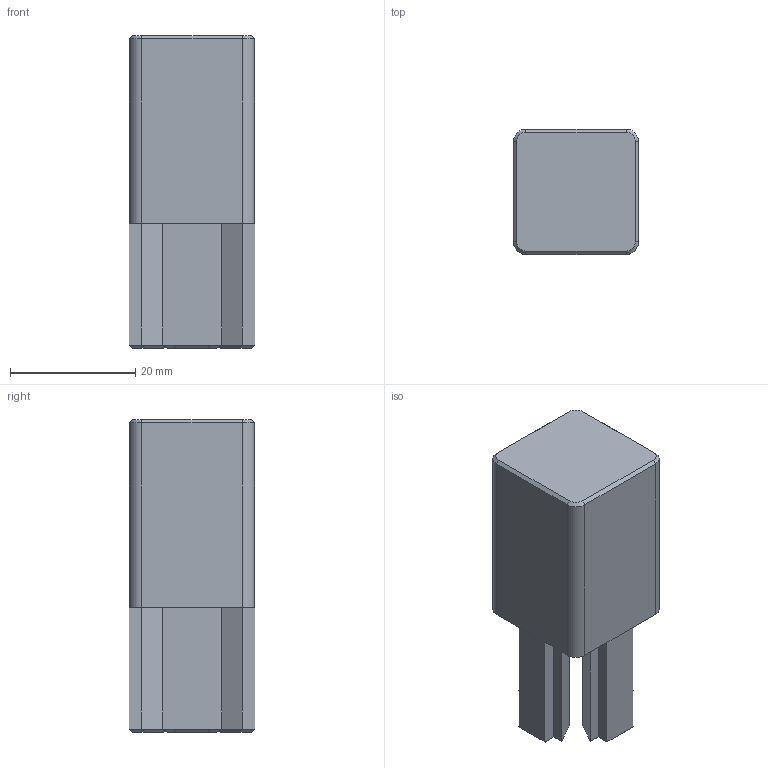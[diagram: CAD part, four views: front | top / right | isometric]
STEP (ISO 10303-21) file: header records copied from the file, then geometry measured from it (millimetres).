
FILE_DESCRIPTION(('FreeCAD Model'),'2;1');
FILE_NAME('Open CASCADE Shape Model','2023-10-31T16:18:13',(''),(''), 'Open CASCADE STEP processor 7.6','FreeCAD','Unknown');
FILE_SCHEMA(('AUTOMOTIVE_DESIGN { 1 0 10303 214 1 1 1 1 }'));
Length unit declared in the file: millimetre
Products named in the file (1): Body
Bounding box: 20 x 20 x 50 mm (x, y, z)
Volume: 15154.5 mm3; surface area: 5247.3 mm2
Topology: 1 solids, 1 shells, 90 faces, 216 edges, 128 vertices
Faces by surface type: plane 82, cylinder 4, cone 4
Entity records: 2530 total; most frequent: CARTESIAN_POINT 435, ORIENTED_EDGE 432, DIRECTION 410, EDGE_CURVE 216, LINE 204, VECTOR 204, VERTEX_POINT 128, AXIS2_PLACEMENT_3D 103
